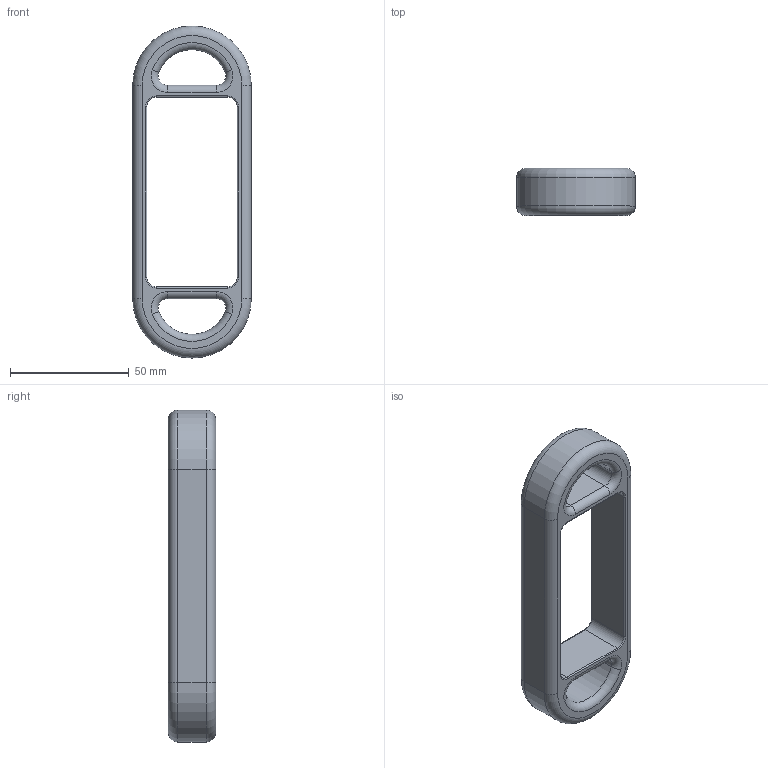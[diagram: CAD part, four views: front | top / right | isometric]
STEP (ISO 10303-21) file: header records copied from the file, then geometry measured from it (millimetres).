
FILE_DESCRIPTION(/* description */ (''),/* implementation_level */ '2;1');
FILE_NAME(/* name */ 'mod1.stp',/* time_stamp */ '2025-12-10T09:27:46-05:00',/* author */ ('ANDRES'),/* organization */ (''),/* preprocessor_version */ 'ST-DEVELOPER v19.2',/* originating_system */ 'Autodesk Inventor 2024',/* authorisation */ '');
FILE_SCHEMA (('AUTOMOTIVE_DESIGN { 1 0 10303 214 3 1 1 }'));
Length unit declared in the file: millimetre
Products named in the file (1): mod1
Bounding box: 50 x 20 x 140 mm (x, y, z)
Volume: 52184.3 mm3; surface area: 18086.9 mm2
Topology: 1 solids, 1 shells, 62 faces, 140 edges, 80 vertices
Faces by surface type: cylinder 28, torus 24, plane 10
Entity records: 1787 total; most frequent: DIRECTION 354, CARTESIAN_POINT 283, ORIENTED_EDGE 280, AXIS2_PLACEMENT_3D 151, EDGE_CURVE 140, CIRCLE 88, VERTEX_POINT 80, EDGE_LOOP 68
